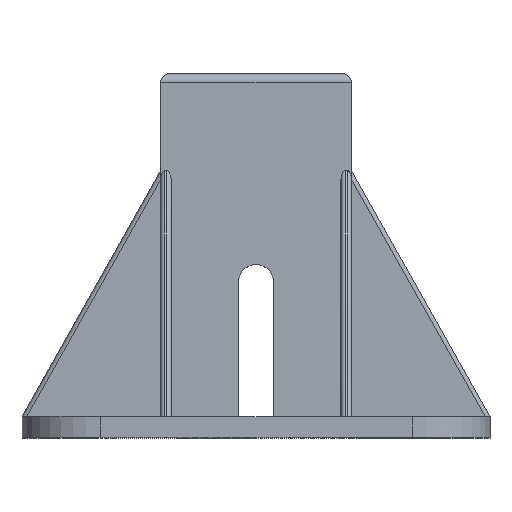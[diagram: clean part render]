
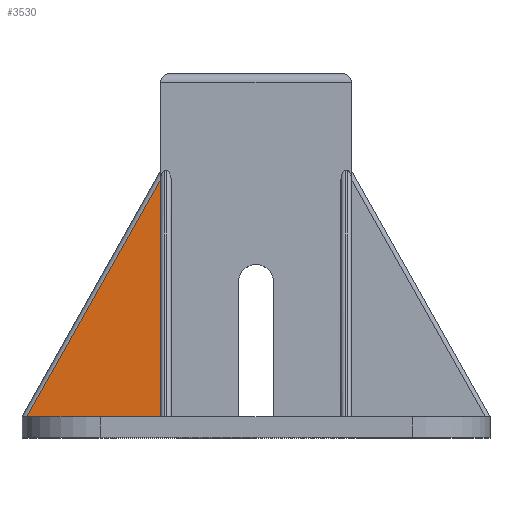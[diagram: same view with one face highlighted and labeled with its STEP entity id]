
A CAD part, top view. The second image highlights one B-rep face of the part: STEP entity #3530.
In plain terms, the highlighted planar face has unit normal (0, 0, 1).
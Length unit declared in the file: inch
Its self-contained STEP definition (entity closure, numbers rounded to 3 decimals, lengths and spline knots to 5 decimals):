
#165 = CARTESIAN_POINT ( 'NONE',  ( -2.60325, 0.23622, 1.08268 ) ) ;
#171 = VECTOR ( 'NONE', #5281, 39.37008 ) ;
#292 = PLANE ( 'NONE',  #1796 ) ;
#307 = DIRECTION ( 'NONE',  ( -1., 0., 0. ) ) ;
#354 = CARTESIAN_POINT ( 'NONE',  ( -1.08268, 2.93525, 1.08268 ) ) ;
#796 = ORIENTED_EDGE ( 'NONE', *, *, #996, .F. ) ;
#819 = VECTOR ( 'NONE', #3183, 39.37008 ) ;
#996 = EDGE_CURVE ( 'NONE', #2325, #4785, #1957, .T. ) ;
#1195 = DIRECTION ( 'NONE',  ( 0., -1., 0. ) ) ;
#1221 = ORIENTED_EDGE ( 'NONE', *, *, #3064, .F. ) ;
#1613 = FACE_OUTER_BOUND ( 'NONE', #1719, .T. ) ;
#1624 = VERTEX_POINT ( 'NONE', #4514 ) ;
#1719 = EDGE_LOOP ( 'NONE', ( #796, #2795, #1221 ) ) ;
#1796 = AXIS2_PLACEMENT_3D ( 'NONE', #5460, #2886, #307 ) ;
#1957 = LINE ( 'NONE', #165, #819 ) ;
#2325 = VERTEX_POINT ( 'NONE', #4275 ) ;
#2454 = LINE ( 'NONE', #4641, #171 ) ;
#2740 = LINE ( 'NONE', #3365, #5034 ) ;
#2795 = ORIENTED_EDGE ( 'NONE', *, *, #5304, .T. ) ;
#2886 = DIRECTION ( 'NONE',  ( 0., 0., -1. ) ) ;
#3064 = EDGE_CURVE ( 'NONE', #4785, #1624, #2740, .T. ) ;
#3183 = DIRECTION ( 'NONE',  ( 0.491, 0.871, 0. ) ) ;
#3365 = CARTESIAN_POINT ( 'NONE',  ( -1.08268, 2.06693, 1.08268 ) ) ;
#3530 = ADVANCED_FACE ( 'NONE', ( #1613 ), #292, .F. ) ;
#4275 = CARTESIAN_POINT ( 'NONE',  ( -2.60325, 0.23622, 1.08268 ) ) ;
#4514 = CARTESIAN_POINT ( 'NONE',  ( -1.08268, 0.23622, 1.08268 ) ) ;
#4641 = CARTESIAN_POINT ( 'NONE',  ( -2.65748, 0.23622, 1.08268 ) ) ;
#4785 = VERTEX_POINT ( 'NONE', #354 ) ;
#5034 = VECTOR ( 'NONE', #1195, 39.37008 ) ;
#5281 = DIRECTION ( 'NONE',  ( 1., 0., 0. ) ) ;
#5304 = EDGE_CURVE ( 'NONE', #2325, #1624, #2454, .T. ) ;
#5460 = CARTESIAN_POINT ( 'NONE',  ( 1.08268, 4.13386, 1.08268 ) ) ;
